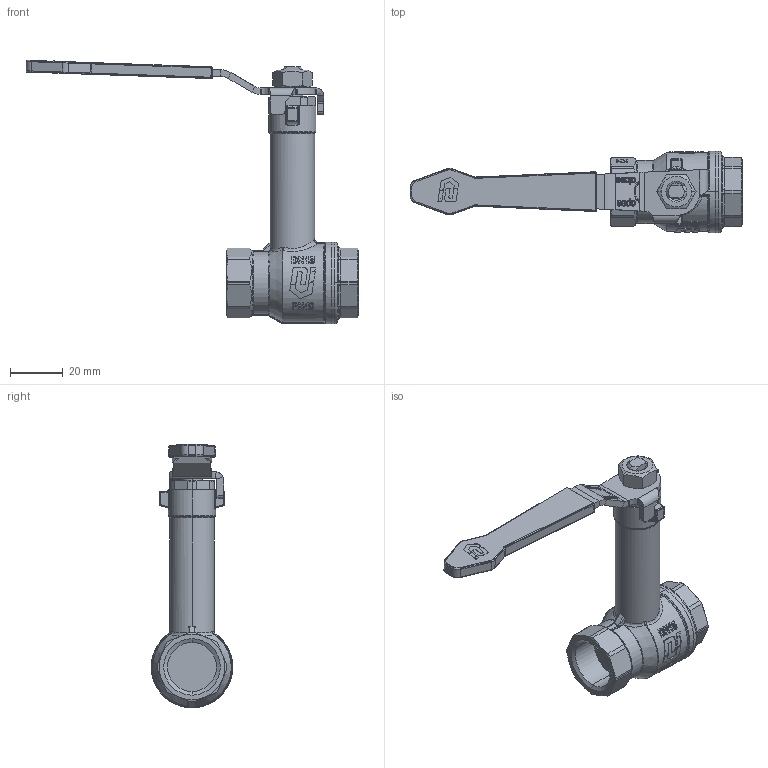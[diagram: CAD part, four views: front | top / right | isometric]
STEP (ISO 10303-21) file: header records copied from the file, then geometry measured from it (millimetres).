
FILE_DESCRIPTION(('HOOPS Exchange Step'),'2;1');
FILE_NAME('GK11_DN15.stp','2025-12-04T13:40:15+01:00',('nieru'),('Unknown organisation'),'HOOPS Exchange 2024.2','HOOPS Exchange','Unknown authorisation');
FILE_SCHEMA( ('AP203_CONFIGURATION_CONTROLLED_3D_DESIGN_OF_MECHANICAL_PARTS_AND_ASSEMBLIES_MIM_LF') );
Length unit declared in the file: millimetre
Products named in the file (2): 0; root
Assembly tree (1 placements, depth 2):
  root
    0
Bounding box: 126.46 x 31 x 100.31 mm (x, y, z)
Volume: 44568.4 mm3; surface area: 15044 mm2
Topology: 1 solids, 1 shells, 957 faces, 2522 edges, 1608 vertices
Faces by surface type: bspline 311, plane 300, cylinder 212, cone 64, torus 52, sphere 18
Entity records: 39073 total; most frequent: CARTESIAN_POINT 18346, ORIENTED_EDGE 5020, DIRECTION 3030, EDGE_CURVE 2510, VERTEX_POINT 1608, AXIS2_PLACEMENT_3D 1122, B_SPLINE_CURVE_WITH_KNOTS 1105, EDGE_LOOP 1014
